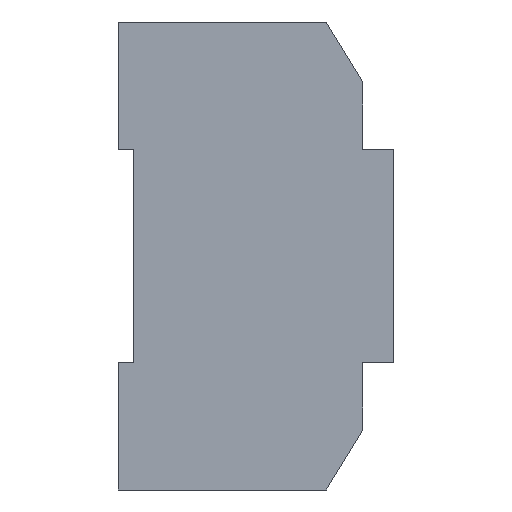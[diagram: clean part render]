
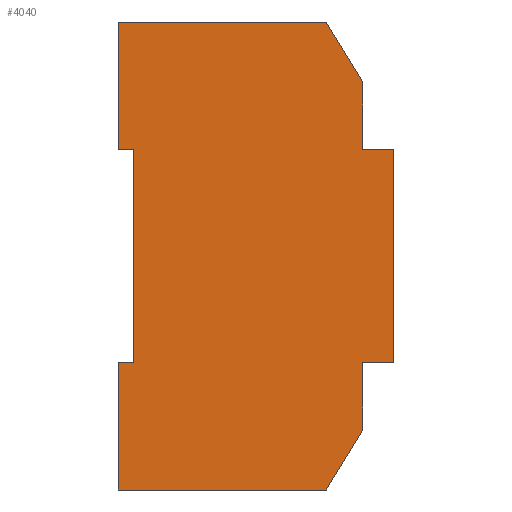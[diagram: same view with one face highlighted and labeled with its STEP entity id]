
A CAD part, front view. The second image highlights one B-rep face of the part: STEP entity #4040.
In plain terms, the highlighted planar face has unit normal (0, -1, 0).
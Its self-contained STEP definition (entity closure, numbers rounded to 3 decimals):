
#915=DIRECTION('',(0.,0.,1.));
#916=VECTOR('',#915,24.5);
#917=CARTESIAN_POINT('',(0.,-35.,-45.));
#918=LINE('',#917,#916);
#919=DIRECTION('',(1.,0.,0.));
#920=VECTOR('',#919,3.);
#921=CARTESIAN_POINT('',(0.,-35.,-20.5));
#922=LINE('',#921,#920);
#923=DIRECTION('',(0.,0.,1.));
#924=VECTOR('',#923,41.);
#925=CARTESIAN_POINT('',(3.,-35.,-20.5));
#926=LINE('',#925,#924);
#927=DIRECTION('',(-1.,0.,0.));
#928=VECTOR('',#927,3.);
#929=CARTESIAN_POINT('',(3.,-35.,20.5));
#930=LINE('',#929,#928);
#931=DIRECTION('',(0.,0.,1.));
#932=VECTOR('',#931,24.5);
#933=CARTESIAN_POINT('',(0.,-35.,20.5));
#934=LINE('',#933,#932);
#935=DIRECTION('',(1.,0.,0.));
#936=VECTOR('',#935,40.);
#937=CARTESIAN_POINT('',(0.,-35.,45.));
#938=LINE('',#937,#936);
#939=DIRECTION('',(0.52,0.,-0.854));
#940=VECTOR('',#939,13.463);
#941=CARTESIAN_POINT('',(40.,-35.,45.));
#942=LINE('',#941,#940);
#943=DIRECTION('',(0.,0.,-1.));
#944=VECTOR('',#943,13.);
#945=CARTESIAN_POINT('',(47.,-35.,33.5));
#946=LINE('',#945,#944);
#947=DIRECTION('',(1.,0.,0.));
#948=VECTOR('',#947,6.);
#949=CARTESIAN_POINT('',(47.,-35.,20.5));
#950=LINE('',#949,#948);
#951=DIRECTION('',(0.,0.,-1.));
#952=VECTOR('',#951,41.);
#953=CARTESIAN_POINT('',(53.,-35.,20.5));
#954=LINE('',#953,#952);
#955=DIRECTION('',(-1.,0.,0.));
#956=VECTOR('',#955,6.);
#957=CARTESIAN_POINT('',(53.,-35.,-20.5));
#958=LINE('',#957,#956);
#959=DIRECTION('',(0.,0.,-1.));
#960=VECTOR('',#959,13.);
#961=CARTESIAN_POINT('',(47.,-35.,-20.5));
#962=LINE('',#961,#960);
#963=DIRECTION('',(-0.52,0.,-0.854));
#964=VECTOR('',#963,13.463);
#965=CARTESIAN_POINT('',(47.,-35.,-33.5));
#966=LINE('',#965,#964);
#967=DIRECTION('',(-1.,0.,0.));
#968=VECTOR('',#967,40.);
#969=CARTESIAN_POINT('',(40.,-35.,-45.));
#970=LINE('',#969,#968);
#2469=CARTESIAN_POINT('',(0.,-35.,-45.));
#2470=CARTESIAN_POINT('',(0.,-35.,-20.5));
#2471=VERTEX_POINT('',#2469);
#2472=VERTEX_POINT('',#2470);
#2473=CARTESIAN_POINT('',(3.,-35.,-20.5));
#2474=VERTEX_POINT('',#2473);
#2475=CARTESIAN_POINT('',(3.,-35.,20.5));
#2476=VERTEX_POINT('',#2475);
#2477=CARTESIAN_POINT('',(0.,-35.,20.5));
#2478=VERTEX_POINT('',#2477);
#2479=CARTESIAN_POINT('',(0.,-35.,45.));
#2480=VERTEX_POINT('',#2479);
#2481=CARTESIAN_POINT('',(40.,-35.,45.));
#2482=VERTEX_POINT('',#2481);
#2483=CARTESIAN_POINT('',(47.,-35.,33.5));
#2484=VERTEX_POINT('',#2483);
#2485=CARTESIAN_POINT('',(47.,-35.,20.5));
#2486=VERTEX_POINT('',#2485);
#2487=CARTESIAN_POINT('',(53.,-35.,20.5));
#2488=VERTEX_POINT('',#2487);
#2489=CARTESIAN_POINT('',(53.,-35.,-20.5));
#2490=VERTEX_POINT('',#2489);
#2491=CARTESIAN_POINT('',(47.,-35.,-20.5));
#2492=VERTEX_POINT('',#2491);
#2493=CARTESIAN_POINT('',(47.,-35.,-33.5));
#2494=VERTEX_POINT('',#2493);
#2495=CARTESIAN_POINT('',(40.,-35.,-45.));
#2496=VERTEX_POINT('',#2495);
#4019=CARTESIAN_POINT('',(0.,-35.,0.));
#4020=DIRECTION('',(0.,1.,0.));
#4021=DIRECTION('',(1.,0.,0.));
#4022=AXIS2_PLACEMENT_3D('',#4019,#4020,#4021);
#4023=PLANE('',#4022);
#4024=ORIENTED_EDGE('',*,*,#3191,.T.);
#4025=ORIENTED_EDGE('',*,*,#3244,.T.);
#4026=ORIENTED_EDGE('',*,*,#3258,.T.);
#4027=ORIENTED_EDGE('',*,*,#3272,.T.);
#4028=ORIENTED_EDGE('',*,*,#3286,.T.);
#4029=ORIENTED_EDGE('',*,*,#3317,.T.);
#4030=ORIENTED_EDGE('',*,*,#3689,.T.);
#4031=ORIENTED_EDGE('',*,*,#3718,.T.);
#4032=ORIENTED_EDGE('',*,*,#3732,.T.);
#4033=ORIENTED_EDGE('',*,*,#3746,.T.);
#4034=ORIENTED_EDGE('',*,*,#3760,.T.);
#4035=ORIENTED_EDGE('',*,*,#3775,.T.);
#4036=ORIENTED_EDGE('',*,*,#3986,.T.);
#4037=ORIENTED_EDGE('',*,*,#3864,.T.);
#4038=EDGE_LOOP('',(#4024,#4025,#4026,#4027,#4028,#4029,#4030,#4031,#4032,#4033,
#4034,#4035,#4036,#4037));
#4039=FACE_OUTER_BOUND('',#4038,.F.);
#4040=ADVANCED_FACE('',(#4039),#4023,.F.);
#3191=EDGE_CURVE('',#2471,#2472,#918,.T.);
#3244=EDGE_CURVE('',#2472,#2474,#922,.T.);
#3258=EDGE_CURVE('',#2474,#2476,#926,.T.);
#3272=EDGE_CURVE('',#2476,#2478,#930,.T.);
#3286=EDGE_CURVE('',#2478,#2480,#934,.T.);
#3317=EDGE_CURVE('',#2480,#2482,#938,.T.);
#3689=EDGE_CURVE('',#2482,#2484,#942,.T.);
#3718=EDGE_CURVE('',#2484,#2486,#946,.T.);
#3732=EDGE_CURVE('',#2486,#2488,#950,.T.);
#3746=EDGE_CURVE('',#2488,#2490,#954,.T.);
#3760=EDGE_CURVE('',#2490,#2492,#958,.T.);
#3775=EDGE_CURVE('',#2492,#2494,#962,.T.);
#3864=EDGE_CURVE('',#2496,#2471,#970,.T.);
#3986=EDGE_CURVE('',#2494,#2496,#966,.T.);
